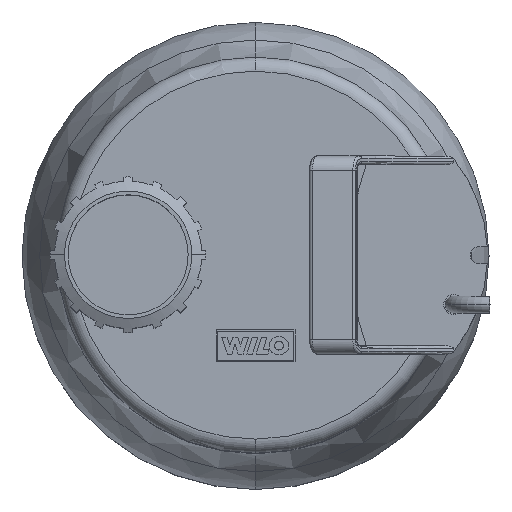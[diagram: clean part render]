
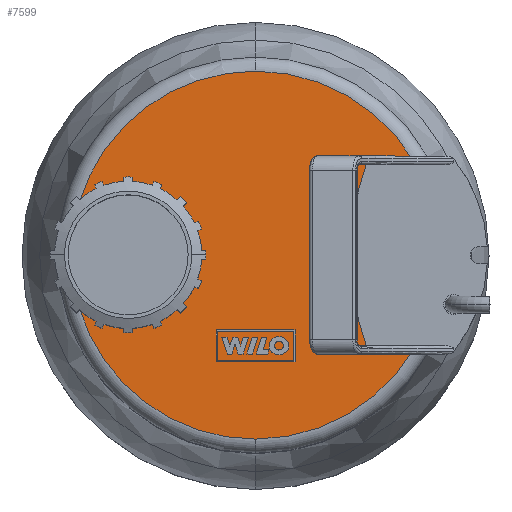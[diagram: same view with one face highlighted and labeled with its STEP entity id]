
A CAD part, top view. The second image highlights one B-rep face of the part: STEP entity #7599.
In plain terms, the highlighted planar face has unit normal (0, 0, 1).
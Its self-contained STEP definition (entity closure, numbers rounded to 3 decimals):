
#7409=CARTESIAN_POINT('',(0.,-65.,229.));
#7410=VERTEX_POINT('',#7409);
#7428=CARTESIAN_POINT('',(0.,65.,229.));
#7429=VERTEX_POINT('',#7428);
#7437=CARTESIAN_POINT('',(0.,0.,229.));
#7438=DIRECTION('',(0.0,0.0,-1.0));
#7439=DIRECTION('',(-1.0,0.0,0.0));
#7440=AXIS2_PLACEMENT_3D('',#7437,#7438,#7439);
#7441=CIRCLE('',#7440,65.0);
#7442=EDGE_CURVE('',#7429,#7410,#7441,.T.);
#7454=CARTESIAN_POINT('',(-23.8,0.,229.));
#7455=VERTEX_POINT('',#7454);
#7479=CARTESIAN_POINT('',(-64.451,-8.433,229.0));
#7480=VERTEX_POINT('',#7479);
#7494=CARTESIAN_POINT('',(-45.0,0.,229.));
#7495=DIRECTION('',(0.0,0.0,-1.0));
#7496=DIRECTION('',(1.0,0.0,0.0));
#7497=AXIS2_PLACEMENT_3D('',#7494,#7495,#7496);
#7498=CIRCLE('',#7497,21.2);
#7499=EDGE_CURVE('',#7455,#7480,#7498,.T.);
#7510=CARTESIAN_POINT('',(-64.451,8.433,229.0));
#7511=VERTEX_POINT('',#7510);
#7512=CARTESIAN_POINT('',(-45.0,0.,229.));
#7513=DIRECTION('',(0.0,0.0,-1.0));
#7514=DIRECTION('',(1.0,0.0,0.0));
#7515=AXIS2_PLACEMENT_3D('',#7512,#7513,#7514);
#7516=CIRCLE('',#7515,21.2);
#7517=EDGE_CURVE('',#7511,#7455,#7516,.T.);
#7559=CARTESIAN_POINT('',(0.,0.,229.));
#7560=DIRECTION('',(0.0,0.0,-1.0));
#7561=DIRECTION('',(-1.0,0.0,0.0));
#7562=AXIS2_PLACEMENT_3D('',#7559,#7560,#7561);
#7563=CIRCLE('',#7562,65.0);
#7564=EDGE_CURVE('',#7410,#7480,#7563,.T.);
#7568=CARTESIAN_POINT('',(0.,0.,229.));
#7569=DIRECTION('',(0.0,0.0,-1.0));
#7570=DIRECTION('',(-1.0,0.0,0.0));
#7571=AXIS2_PLACEMENT_3D('',#7568,#7569,#7570);
#7572=CIRCLE('',#7571,65.0);
#7573=EDGE_CURVE('',#7511,#7429,#7572,.T.);
#7587=CARTESIAN_POINT('',(-32.5,0.,229.));
#7588=DIRECTION('',(0.0,0.0,1.0));
#7589=DIRECTION('',(0.0,1.0,0.0));
#7590=AXIS2_PLACEMENT_3D('',#7587,#7588,#7589);
#7591=PLANE('',#7590);
#7592=ORIENTED_EDGE('',*,*,#7517,.T.);
#7593=ORIENTED_EDGE('',*,*,#7499,.T.);
#7594=ORIENTED_EDGE('',*,*,#7564,.F.);
#7595=ORIENTED_EDGE('',*,*,#7442,.F.);
#7596=ORIENTED_EDGE('',*,*,#7573,.F.);
#7597=EDGE_LOOP('',(#7592,#7593,#7594,#7595,#7596));
#7598=FACE_OUTER_BOUND('',#7597,.T.);
#7599=ADVANCED_FACE('',(#7598),#7591,.T.);
